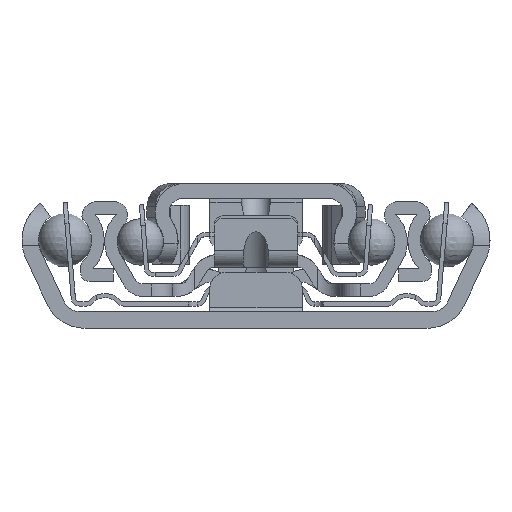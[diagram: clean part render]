
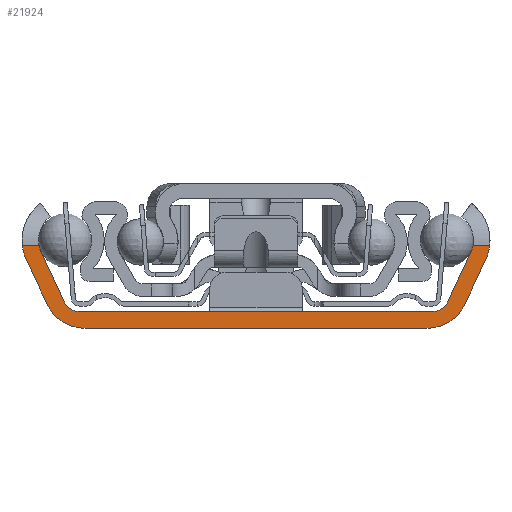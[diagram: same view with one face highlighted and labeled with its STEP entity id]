
A CAD part, left-side view. The second image highlights one B-rep face of the part: STEP entity #21924.
In plain terms, the highlighted planar face has unit normal (-1, 0, 0).
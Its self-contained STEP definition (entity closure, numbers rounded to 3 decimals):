
#397=PLANE('',#23540);
#1296=FACE_OUTER_BOUND('',#2461,.T.);
#2461=EDGE_LOOP('',(#15239,#15240,#15241,#15242,#15243,#15244,#15245,#15246,
#15247,#15248,#15249,#15250,#15251,#15252,#15253,#15254));
#3576=LINE('',#32646,#5610);
#3729=LINE('',#33932,#5763);
#3730=LINE('',#33947,#5764);
#3735=LINE('',#33960,#5769);
#3737=LINE('',#33967,#5771);
#3740=LINE('',#33976,#5774);
#3742=LINE('',#33983,#5776);
#3745=LINE('',#33990,#5779);
#5610=VECTOR('',#25693,10.);
#5763=VECTOR('',#26310,10.);
#5764=VECTOR('',#26315,10.);
#5769=VECTOR('',#26332,10.);
#5771=VECTOR('',#26340,10.);
#5774=VECTOR('',#26353,10.);
#5776=VECTOR('',#26361,10.);
#5779=VECTOR('',#26370,10.);
#7753=CIRCLE('',#23505,5.475);
#7762=CIRCLE('',#23516,3.5);
#7763=CIRCLE('',#23524,5.);
#7764=CIRCLE('',#23527,3.5);
#7765=CIRCLE('',#23530,2.);
#7766=CIRCLE('',#23532,2.);
#7767=CIRCLE('',#23535,5.475);
#7768=CIRCLE('',#23538,5.);
#8793=VERTEX_POINT('',#32644);
#8794=VERTEX_POINT('',#32645);
#9004=VERTEX_POINT('',#33856);
#9005=VERTEX_POINT('',#33871);
#9017=VERTEX_POINT('',#33901);
#9018=VERTEX_POINT('',#33912);
#9019=VERTEX_POINT('',#33916);
#9021=VERTEX_POINT('',#33935);
#9023=VERTEX_POINT('',#33954);
#9024=VERTEX_POINT('',#33955);
#9025=VERTEX_POINT('',#33962);
#9026=VERTEX_POINT('',#33966);
#9027=VERTEX_POINT('',#33972);
#9028=VERTEX_POINT('',#33978);
#9029=VERTEX_POINT('',#33982);
#9030=VERTEX_POINT('',#33986);
#11069=EDGE_CURVE('',#8793,#8794,#3576,.T.);
#11390=EDGE_CURVE('',#9004,#9005,#7753,.T.);
#11407=EDGE_CURVE('',#9017,#9018,#7762,.T.);
#11410=EDGE_CURVE('',#9019,#9017,#3729,.T.);
#11413=EDGE_CURVE('',#9021,#9004,#3730,.T.);
#11417=EDGE_CURVE('',#9023,#9024,#7763,.T.);
#11420=EDGE_CURVE('',#9005,#9023,#3735,.T.);
#11422=EDGE_CURVE('',#9025,#9021,#7764,.T.);
#11423=EDGE_CURVE('',#9026,#9025,#3737,.T.);
#11425=EDGE_CURVE('',#8794,#9026,#7765,.T.);
#11426=EDGE_CURVE('',#9027,#8793,#7766,.T.);
#11428=EDGE_CURVE('',#9018,#9027,#3740,.T.);
#11430=EDGE_CURVE('',#9028,#9019,#7767,.T.);
#11431=EDGE_CURVE('',#9029,#9028,#3742,.T.);
#11433=EDGE_CURVE('',#9030,#9029,#7768,.T.);
#11435=EDGE_CURVE('',#9024,#9030,#3745,.T.);
#15239=ORIENTED_EDGE('',*,*,#11413,.F.);
#15240=ORIENTED_EDGE('',*,*,#11422,.F.);
#15241=ORIENTED_EDGE('',*,*,#11423,.F.);
#15242=ORIENTED_EDGE('',*,*,#11425,.F.);
#15243=ORIENTED_EDGE('',*,*,#11069,.F.);
#15244=ORIENTED_EDGE('',*,*,#11426,.F.);
#15245=ORIENTED_EDGE('',*,*,#11428,.F.);
#15246=ORIENTED_EDGE('',*,*,#11407,.F.);
#15247=ORIENTED_EDGE('',*,*,#11410,.F.);
#15248=ORIENTED_EDGE('',*,*,#11430,.F.);
#15249=ORIENTED_EDGE('',*,*,#11431,.F.);
#15250=ORIENTED_EDGE('',*,*,#11433,.F.);
#15251=ORIENTED_EDGE('',*,*,#11435,.F.);
#15252=ORIENTED_EDGE('',*,*,#11417,.F.);
#15253=ORIENTED_EDGE('',*,*,#11420,.F.);
#15254=ORIENTED_EDGE('',*,*,#11390,.F.);
#21924=ADVANCED_FACE('',(#1296),#397,.F.);
#23505=AXIS2_PLACEMENT_3D('',#33872,#26276,#26277);
#23516=AXIS2_PLACEMENT_3D('',#33913,#26305,#26306);
#23524=AXIS2_PLACEMENT_3D('',#33956,#26326,#26327);
#23527=AXIS2_PLACEMENT_3D('',#33964,#26336,#26337);
#23530=AXIS2_PLACEMENT_3D('',#33970,#26344,#26345);
#23532=AXIS2_PLACEMENT_3D('',#33973,#26348,#26349);
#23535=AXIS2_PLACEMENT_3D('',#33980,#26357,#26358);
#23538=AXIS2_PLACEMENT_3D('',#33987,#26365,#26366);
#23540=AXIS2_PLACEMENT_3D('',#33991,#26371,#26372);
#25693=DIRECTION('',(0.,-1.,0.));
#26276=DIRECTION('center_axis',(1.,0.,0.));
#26277=DIRECTION('ref_axis',(0.,-0.595,0.804));
#26305=DIRECTION('center_axis',(-1.,0.,0.));
#26306=DIRECTION('ref_axis',(0.,-0.906,0.423));
#26310=DIRECTION('',(0.,-1.,0.));
#26315=DIRECTION('',(0.,-1.,0.));
#26326=DIRECTION('center_axis',(1.,0.,0.));
#26327=DIRECTION('ref_axis',(0.,-0.906,-0.423));
#26332=DIRECTION('',(0.,0.423,-0.906));
#26336=DIRECTION('center_axis',(-1.,0.,0.));
#26337=DIRECTION('ref_axis',(0.,0.593,-0.805));
#26340=DIRECTION('',(0.,-0.423,0.906));
#26344=DIRECTION('center_axis',(-1.,0.,0.));
#26345=DIRECTION('ref_axis',(0.,0.906,0.423));
#26348=DIRECTION('center_axis',(-1.,0.,0.));
#26349=DIRECTION('ref_axis',(0.,0.,1.));
#26353=DIRECTION('',(0.,-0.423,-0.906));
#26357=DIRECTION('center_axis',(1.,0.,0.));
#26358=DIRECTION('ref_axis',(0.,0.906,-0.423));
#26361=DIRECTION('',(0.,0.423,0.906));
#26365=DIRECTION('center_axis',(1.,0.,0.));
#26366=DIRECTION('ref_axis',(0.,0.,-1.));
#26370=DIRECTION('',(0.,1.,0.));
#26371=DIRECTION('center_axis',(1.,0.,0.));
#26372=DIRECTION('ref_axis',(0.,0.,-1.));
#32644=CARTESIAN_POINT('',(0.,21.049,2.));
#32645=CARTESIAN_POINT('',(0.,-21.049,2.));
#32646=CARTESIAN_POINT('',(0.,21.049,2.));
#33856=CARTESIAN_POINT('',(0.,-27.867,9.9));
#33871=CARTESIAN_POINT('',(0.,-27.387,8.186));
#33872=CARTESIAN_POINT('Origin',(0.,-22.425,10.5));
#33901=CARTESIAN_POINT('',(0.,25.873,9.9));
#33912=CARTESIAN_POINT('',(0.,25.597,9.021));
#33913=CARTESIAN_POINT('Origin',(0.,22.425,10.5));
#33916=CARTESIAN_POINT('',(0.,27.867,9.9));
#33932=CARTESIAN_POINT('',(0.,0.,9.9));
#33935=CARTESIAN_POINT('',(0.,-25.873,9.9));
#33947=CARTESIAN_POINT('',(0.,0.,9.9));
#33954=CARTESIAN_POINT('',(0.,-24.916,2.887));
#33955=CARTESIAN_POINT('',(0.,-20.384,0.));
#33956=CARTESIAN_POINT('Origin',(0.,-20.384,5.));
#33960=CARTESIAN_POINT('',(0.,-27.387,8.186));
#33962=CARTESIAN_POINT('',(0.,-25.597,9.021));
#33964=CARTESIAN_POINT('Origin',(0.,-22.425,10.5));
#33966=CARTESIAN_POINT('',(0.,-22.862,3.155));
#33967=CARTESIAN_POINT('',(0.,-22.862,3.155));
#33970=CARTESIAN_POINT('Origin',(0.,-21.049,4.));
#33972=CARTESIAN_POINT('',(0.,22.862,3.155));
#33973=CARTESIAN_POINT('Origin',(0.,21.049,4.));
#33976=CARTESIAN_POINT('',(0.,25.597,9.021));
#33978=CARTESIAN_POINT('',(0.,27.387,8.186));
#33980=CARTESIAN_POINT('Origin',(0.,22.425,10.5));
#33982=CARTESIAN_POINT('',(0.,24.916,2.887));
#33983=CARTESIAN_POINT('',(0.,24.916,2.887));
#33986=CARTESIAN_POINT('',(0.,20.384,0.));
#33987=CARTESIAN_POINT('Origin',(0.,20.384,5.));
#33990=CARTESIAN_POINT('',(0.,0.,0.));
#33991=CARTESIAN_POINT('Origin',(0.,0.,3.622));
